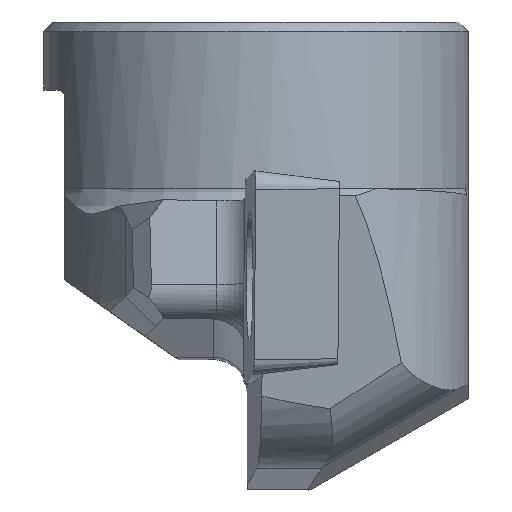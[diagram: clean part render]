
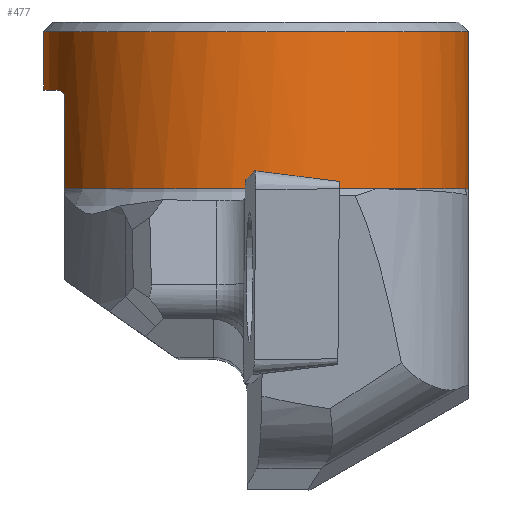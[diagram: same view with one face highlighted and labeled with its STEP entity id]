
A CAD part, left-side view. The second image highlights one B-rep face of the part: STEP entity #477.
In plain terms, the highlighted cylindrical face has radius 10 mm (diameter 20 mm), a full revolution.
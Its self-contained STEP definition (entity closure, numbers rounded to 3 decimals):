
#364=CYLINDRICAL_SURFACE('',#1589,10.);
#383=FACE_BOUND('',#629,.T.);
#384=FACE_BOUND('',#630,.T.);
#409=B_SPLINE_CURVE_WITH_KNOTS('',3,(#2094,#2095,#2096,#2097,#2098,#2099,
#2100,#2101,#2102,#2103,#2104,#2105,#2106,#2107,#2108,#2109,#2110,#2111),
 .UNSPECIFIED.,.T.,.F.,(2,2,2,2,2,2,2,2,2,2,2),(-0.125,0.,0.125,0.25,0.375,
0.5,0.625,0.75,0.875,1.,1.125),.UNSPECIFIED.);
#410=B_SPLINE_CURVE_WITH_KNOTS('',3,(#2113,#2114,#2115,#2116,#2117,#2118,
#2119,#2120,#2121,#2122,#2123,#2124,#2125,#2126,#2127,#2128,#2129,#2130,
#2131),.UNSPECIFIED.,.F.,.F.,(4,3,3,3,3,3,4),(0.,0.055,0.123,
0.231,0.446,0.934,1.),.UNSPECIFIED.);
#411=B_SPLINE_CURVE_WITH_KNOTS('',3,(#2140,#2141,#2142,#2143,#2144,#2145,
#2146,#2147,#2148,#2149),.UNSPECIFIED.,.F.,.F.,(4,2,2,2,4),(0.,0.25,0.5,
0.75,1.),.UNSPECIFIED.);
#412=B_SPLINE_CURVE_WITH_KNOTS('',3,(#2151,#2152,#2153,#2154,#2155,#2156,
#2157),.UNSPECIFIED.,.F.,.F.,(4,3,4),(0.,0.431,1.),
 .UNSPECIFIED.);
#413=B_SPLINE_CURVE_WITH_KNOTS('',3,(#2159,#2160,#2161,#2162,#2163,#2164),
 .UNSPECIFIED.,.F.,.F.,(4,2,4),(0.,0.5,1.),.UNSPECIFIED.);
#414=B_SPLINE_CURVE_WITH_KNOTS('',3,(#2168,#2169,#2170,#2171,#2172,#2173,
#2174,#2175,#2176,#2177,#2178,#2179,#2180,#2181,#2182,#2183,#2184,#2185,
#2186),.UNSPECIFIED.,.F.,.F.,(4,3,3,3,3,3,4),(0.,0.483,0.636,
0.846,0.913,0.981,1.),.UNSPECIFIED.);
#439=CIRCLE('',#1587,10.);
#440=CIRCLE('',#1588,10.);
#477=ADVANCED_FACE('',(#383,#384),#364,.T.);
#629=EDGE_LOOP('',(#754));
#630=EDGE_LOOP('',(#755,#756,#757,#758,#759,#760,#761,#762,#763,#764));
#754=ORIENTED_EDGE('',*,*,#1184,.F.);
#755=ORIENTED_EDGE('',*,*,#1185,.F.);
#756=ORIENTED_EDGE('',*,*,#1186,.T.);
#757=ORIENTED_EDGE('',*,*,#1187,.T.);
#758=ORIENTED_EDGE('',*,*,#1188,.F.);
#759=ORIENTED_EDGE('',*,*,#1189,.T.);
#760=ORIENTED_EDGE('',*,*,#1190,.T.);
#761=ORIENTED_EDGE('',*,*,#1191,.F.);
#762=ORIENTED_EDGE('',*,*,#1192,.T.);
#763=ORIENTED_EDGE('',*,*,#1193,.F.);
#764=ORIENTED_EDGE('',*,*,#1194,.T.);
#1070=VERTEX_POINT('',#2112);
#1071=VERTEX_POINT('',#2132);
#1072=VERTEX_POINT('',#2133);
#1073=VERTEX_POINT('',#2135);
#1074=VERTEX_POINT('',#2137);
#1075=VERTEX_POINT('',#2139);
#1076=VERTEX_POINT('',#2150);
#1077=VERTEX_POINT('',#2158);
#1078=VERTEX_POINT('',#2165);
#1079=VERTEX_POINT('',#2167);
#1080=VERTEX_POINT('',#2187);
#1184=EDGE_CURVE('',#1070,#1070,#409,.T.);
#1185=EDGE_CURVE('',#1071,#1072,#410,.T.);
#1186=EDGE_CURVE('',#1071,#1073,#1338,.T.);
#1187=EDGE_CURVE('',#1073,#1074,#439,.T.);
#1188=EDGE_CURVE('',#1075,#1074,#1339,.T.);
#1189=EDGE_CURVE('',#1075,#1076,#411,.T.);
#1190=EDGE_CURVE('',#1076,#1077,#412,.T.);
#1191=EDGE_CURVE('',#1078,#1077,#413,.T.);
#1192=EDGE_CURVE('',#1078,#1079,#1340,.T.);
#1193=EDGE_CURVE('',#1080,#1079,#414,.T.);
#1194=EDGE_CURVE('',#1080,#1072,#440,.T.);
#1338=LINE('',#2134,#1416);
#1339=LINE('',#2138,#1417);
#1340=LINE('',#2166,#1418);
#1416=VECTOR('',#1751,1.);
#1417=VECTOR('',#1754,1.);
#1418=VECTOR('',#1755,1.);
#1587=AXIS2_PLACEMENT_3D('',#2136,#1752,#1753);
#1588=AXIS2_PLACEMENT_3D('',#2188,#1756,#1757);
#1589=AXIS2_PLACEMENT_3D('',#2189,#1758,#1759);
#1751=DIRECTION('',(0.,0.,-1.));
#1752=DIRECTION('',(0.,0.,1.));
#1753=DIRECTION('',(1.,0.,0.));
#1754=DIRECTION('',(0.,0.,1.));
#1755=DIRECTION('',(0.,0.,1.));
#1756=DIRECTION('',(0.,0.,1.));
#1757=DIRECTION('',(0.,-1.,0.));
#1758=DIRECTION('',(0.,0.,1.));
#1759=DIRECTION('',(1.,0.,0.));
#2094=CARTESIAN_POINT('',(-2.618,-10.,-0.451));
#2095=CARTESIAN_POINT('',(2.618,-10.,-0.451));
#2096=CARTESIAN_POINT('',(5.22,-8.922,-0.451));
#2097=CARTESIAN_POINT('',(8.922,-5.22,-0.451));
#2098=CARTESIAN_POINT('',(10.,-2.618,-0.451));
#2099=CARTESIAN_POINT('',(10.,2.618,-0.451));
#2100=CARTESIAN_POINT('',(8.922,5.22,-0.451));
#2101=CARTESIAN_POINT('',(5.22,8.922,-0.451));
#2102=CARTESIAN_POINT('',(2.618,10.,-0.451));
#2103=CARTESIAN_POINT('',(-2.618,10.,-0.451));
#2104=CARTESIAN_POINT('',(-5.22,8.922,-0.451));
#2105=CARTESIAN_POINT('',(-8.922,5.22,-0.451));
#2106=CARTESIAN_POINT('',(-10.,2.618,-0.451));
#2107=CARTESIAN_POINT('',(-10.,-2.618,-0.451));
#2108=CARTESIAN_POINT('',(-8.922,-5.22,-0.451));
#2109=CARTESIAN_POINT('',(-5.22,-8.922,-0.451));
#2110=CARTESIAN_POINT('',(-2.618,-10.,-0.451));
#2111=CARTESIAN_POINT('',(2.618,-10.,-0.451));
#2112=CARTESIAN_POINT('',(0.,-10.,-0.451));
#2113=CARTESIAN_POINT('',(-4.359,9.,-3.5));
#2114=CARTESIAN_POINT('',(-4.359,9.,-3.484));
#2115=CARTESIAN_POINT('',(-4.356,9.001,-3.468));
#2116=CARTESIAN_POINT('',(-4.351,9.004,-3.453));
#2117=CARTESIAN_POINT('',(-4.345,9.007,-3.435));
#2118=CARTESIAN_POINT('',(-4.336,9.011,-3.417));
#2119=CARTESIAN_POINT('',(-4.325,9.016,-3.402));
#2120=CARTESIAN_POINT('',(-4.307,9.025,-3.378));
#2121=CARTESIAN_POINT('',(-4.285,9.035,-3.357));
#2122=CARTESIAN_POINT('',(-4.262,9.046,-3.34));
#2123=CARTESIAN_POINT('',(-4.216,9.068,-3.305));
#2124=CARTESIAN_POINT('',(-4.163,9.093,-3.281));
#2125=CARTESIAN_POINT('',(-4.109,9.117,-3.262));
#2126=CARTESIAN_POINT('',(-3.988,9.171,-3.22));
#2127=CARTESIAN_POINT('',(-3.858,9.227,-3.204));
#2128=CARTESIAN_POINT('',(-3.728,9.279,-3.201));
#2129=CARTESIAN_POINT('',(-3.711,9.286,-3.2));
#2130=CARTESIAN_POINT('',(-3.693,9.293,-3.2));
#2131=CARTESIAN_POINT('',(-3.676,9.3,-3.2));
#2132=CARTESIAN_POINT('',(-4.359,9.,-3.5));
#2133=CARTESIAN_POINT('',(-3.676,9.3,-3.2));
#2134=CARTESIAN_POINT('',(-4.359,9.,53.617));
#2135=CARTESIAN_POINT('',(-4.359,9.,-7.842));
#2136=CARTESIAN_POINT('',(0.,0.,-7.842));
#2137=CARTESIAN_POINT('',(0.,-10.,-7.842));
#2138=CARTESIAN_POINT('',(0.,-10.,-32.5));
#2139=CARTESIAN_POINT('',(0.,-10.,-12.903));
#2140=CARTESIAN_POINT('',(0.,-10.,-12.903));
#2141=CARTESIAN_POINT('',(0.991,-10.,-11.702));
#2142=CARTESIAN_POINT('',(2.142,-9.853,-10.65));
#2143=CARTESIAN_POINT('',(4.576,-8.985,-8.945));
#2144=CARTESIAN_POINT('',(5.838,-8.256,-8.311));
#2145=CARTESIAN_POINT('',(8.006,-6.178,-7.463));
#2146=CARTESIAN_POINT('',(8.874,-4.861,-7.248));
#2147=CARTESIAN_POINT('',(9.924,-1.97,-7.013));
#2148=CARTESIAN_POINT('',(10.112,-0.39,-6.985));
#2149=CARTESIAN_POINT('',(9.934,1.149,-7.019));
#2150=CARTESIAN_POINT('',(9.934,1.149,-7.019));
#2151=CARTESIAN_POINT('',(9.934,1.149,-7.019));
#2152=CARTESIAN_POINT('',(9.921,1.259,-6.952));
#2153=CARTESIAN_POINT('',(9.905,1.378,-6.898));
#2154=CARTESIAN_POINT('',(9.887,1.5,-6.86));
#2155=CARTESIAN_POINT('',(9.862,1.662,-6.811));
#2156=CARTESIAN_POINT('',(9.832,1.833,-6.789));
#2157=CARTESIAN_POINT('',(9.798,2.,-6.795));
#2158=CARTESIAN_POINT('',(9.798,2.,-6.795));
#2159=CARTESIAN_POINT('',(4.359,9.,-8.782));
#2160=CARTESIAN_POINT('',(5.614,8.392,-8.07));
#2161=CARTESIAN_POINT('',(6.852,7.446,-7.584));
#2162=CARTESIAN_POINT('',(8.782,5.027,-6.986));
#2163=CARTESIAN_POINT('',(9.479,3.561,-6.855));
#2164=CARTESIAN_POINT('',(9.798,2.,-6.795));
#2165=CARTESIAN_POINT('',(4.359,9.,-8.782));
#2166=CARTESIAN_POINT('',(4.359,9.,53.617));
#2167=CARTESIAN_POINT('',(4.359,9.,-3.5));
#2168=CARTESIAN_POINT('',(3.676,9.3,-3.2));
#2169=CARTESIAN_POINT('',(3.804,9.249,-3.2));
#2170=CARTESIAN_POINT('',(3.933,9.195,-3.212));
#2171=CARTESIAN_POINT('',(4.055,9.141,-3.246));
#2172=CARTESIAN_POINT('',(4.094,9.124,-3.257));
#2173=CARTESIAN_POINT('',(4.133,9.106,-3.27));
#2174=CARTESIAN_POINT('',(4.17,9.089,-3.287));
#2175=CARTESIAN_POINT('',(4.22,9.066,-3.31));
#2176=CARTESIAN_POINT('',(4.27,9.043,-3.339));
#2177=CARTESIAN_POINT('',(4.308,9.024,-3.382));
#2178=CARTESIAN_POINT('',(4.321,9.018,-3.395));
#2179=CARTESIAN_POINT('',(4.332,9.013,-3.411));
#2180=CARTESIAN_POINT('',(4.341,9.009,-3.428));
#2181=CARTESIAN_POINT('',(4.349,9.005,-3.445));
#2182=CARTESIAN_POINT('',(4.356,9.002,-3.464));
#2183=CARTESIAN_POINT('',(4.358,9.,-3.483));
#2184=CARTESIAN_POINT('',(4.359,9.,-3.489));
#2185=CARTESIAN_POINT('',(4.359,9.,-3.494));
#2186=CARTESIAN_POINT('',(4.359,9.,-3.5));
#2187=CARTESIAN_POINT('',(3.676,9.3,-3.2));
#2188=CARTESIAN_POINT('',(0.,0.,-3.2));
#2189=CARTESIAN_POINT('',(0.,0.,53.617));
